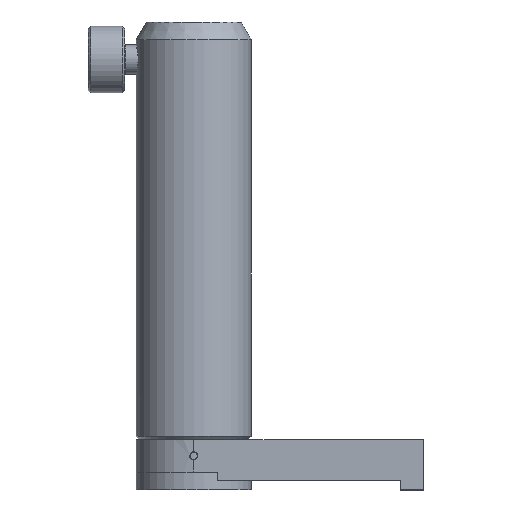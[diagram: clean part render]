
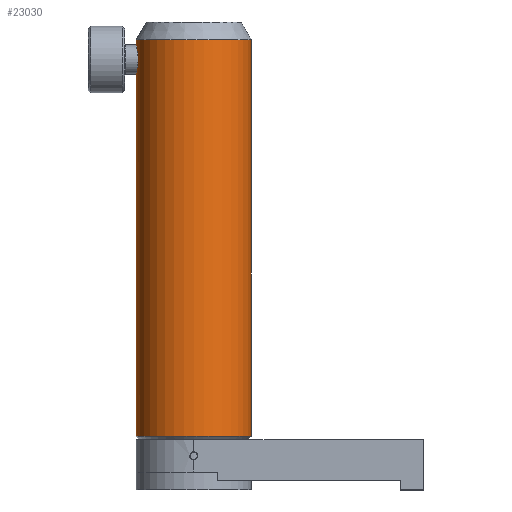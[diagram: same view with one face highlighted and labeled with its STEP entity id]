
A CAD part, top view. The second image highlights one B-rep face of the part: STEP entity #23030.
In plain terms, the highlighted cylindrical face has radius 12.497 mm (diameter 24.994 mm), a partial arc.
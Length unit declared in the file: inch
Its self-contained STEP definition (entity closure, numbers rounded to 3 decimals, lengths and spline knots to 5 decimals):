
#1930 = CARTESIAN_POINT ( 'NONE',  ( -0.96261, 3.687, 0. ) ) ;
#1931 = DIRECTION ( 'NONE',  ( 0., -1., 0. ) ) ;
#1932 = DIRECTION ( 'NONE',  ( 1., 0., 0. ) ) ;
#2607 = B_SPLINE_CURVE_WITH_KNOTS ( 'NONE', 3,
 ( #6950, #6951, #6952, #6953, #6954, #6955, #6956, #6957, #6958, #6959, #6960, #6961, #6962, #6963, #6964, #6965, #6966, #6967, #6968, #6969, #6970, #6971, #6972, #6973, #6974, #6975, #6976, #6977 ),
 .UNSPECIFIED., .F., .F.,
 ( 4, 2, 2, 2, 2, 2, 2, 2, 2, 2, 2, 2, 2, 4 ),
 ( 0.49985, 0.56237, 0.59363, 0.62489, 0.68741, 0.71866, 0.74992, 0.81244, 0.82807, 0.8437, 0.87496, 0.93748, 0.96874, 1. ),
 .UNSPECIFIED. ) ;
#6179 = AXIS2_PLACEMENT_3D ( 'NONE', #1930, #1931, #1932 ) ;
#6950 = CARTESIAN_POINT ( 'NONE',  ( -1.45461, 3.48542, 0. ) ) ;
#6951 = CARTESIAN_POINT ( 'NONE',  ( -1.45461, 3.48543, 0.0164 ) ) ;
#6952 = CARTESIAN_POINT ( 'NONE',  ( -1.45379, 3.48239, 0.03234 ) ) ;
#6953 = CARTESIAN_POINT ( 'NONE',  ( -1.45152, 3.47324, 0.05557 ) ) ;
#6954 = CARTESIAN_POINT ( 'NONE',  ( -1.45064, 3.46961, 0.06274 ) ) ;
#6955 = CARTESIAN_POINT ( 'NONE',  ( -1.44872, 3.4611, 0.0762 ) ) ;
#6956 = CARTESIAN_POINT ( 'NONE',  ( -1.44768, 3.45623, 0.08245 ) ) ;
#6957 = CARTESIAN_POINT ( 'NONE',  ( -1.44453, 3.43978, 0.09977 ) ) ;
#6958 = CARTESIAN_POINT ( 'NONE',  ( -1.44249, 3.42697, 0.10873 ) ) ;
#6959 = CARTESIAN_POINT ( 'NONE',  ( -1.44018, 3.40507, 0.11831 ) ) ;
#6960 = CARTESIAN_POINT ( 'NONE',  ( -1.43956, 3.39754, 0.12076 ) ) ;
#6961 = CARTESIAN_POINT ( 'NONE',  ( -1.43873, 3.38241, 0.12397 ) ) ;
#6962 = CARTESIAN_POINT ( 'NONE',  ( -1.43852, 3.37474, 0.12478 ) ) ;
#6963 = CARTESIAN_POINT ( 'NONE',  ( -1.43852, 3.35144, 0.1248 ) ) ;
#6964 = CARTESIAN_POINT ( 'NONE',  ( -1.43939, 3.33635, 0.12159 ) ) ;
#6965 = CARTESIAN_POINT ( 'NONE',  ( -1.44134, 3.31789, 0.1135 ) ) ;
#6966 = CARTESIAN_POINT ( 'NONE',  ( -1.44175, 3.3144, 0.11177 ) ) ;
#6967 = CARTESIAN_POINT ( 'NONE',  ( -1.44263, 3.30756, 0.10793 ) ) ;
#6968 = CARTESIAN_POINT ( 'NONE',  ( -1.44309, 3.30426, 0.10585 ) ) ;
#6969 = CARTESIAN_POINT ( 'NONE',  ( -1.44454, 3.29467, 0.09913 ) ) ;
#6970 = CARTESIAN_POINT ( 'NONE',  ( -1.44558, 3.28873, 0.094 ) ) ;
#6971 = CARTESIAN_POINT ( 'NONE',  ( -1.44875, 3.27225, 0.07662 ) ) ;
#6972 = CARTESIAN_POINT ( 'NONE',  ( -1.45078, 3.26378, 0.06321 ) ) ;
#6973 = CARTESIAN_POINT ( 'NONE',  ( -1.45303, 3.25468, 0.04012 ) ) ;
#6974 = CARTESIAN_POINT ( 'NONE',  ( -1.45362, 3.25238, 0.03222 ) ) ;
#6975 = CARTESIAN_POINT ( 'NONE',  ( -1.4544, 3.24933, 0.01627 ) ) ;
#6976 = CARTESIAN_POINT ( 'NONE',  ( -1.45461, 3.24857, 0.00819 ) ) ;
#6977 = CARTESIAN_POINT ( 'NONE',  ( -1.45461, 3.24858, 0. ) ) ;
#7013 = CARTESIAN_POINT ( 'NONE',  ( -0.96261, 3.537, 0. ) ) ;
#7014 = DIRECTION ( 'NONE',  ( 0., -1., 0. ) ) ;
#7015 = DIRECTION ( 'NONE',  ( -1., 0., 0. ) ) ;
#7045 = CARTESIAN_POINT ( 'NONE',  ( -0.96261, 0.142, 0. ) ) ;
#7046 = DIRECTION ( 'NONE',  ( 0., 1., 0. ) ) ;
#7047 = DIRECTION ( 'NONE',  ( -1., 0., 0. ) ) ;
#7107 = CARTESIAN_POINT ( 'NONE',  ( -1.45461, 3.687, 0. ) ) ;
#7108 = DIRECTION ( 'NONE',  ( 0., -1., 0. ) ) ;
#7109 = CARTESIAN_POINT ( 'NONE',  ( -1.45461, 3.687, 0. ) ) ;
#7110 = DIRECTION ( 'NONE',  ( 0., -1., 0. ) ) ;
#7111 = CARTESIAN_POINT ( 'NONE',  ( -0.47061, 3.687, 0. ) ) ;
#7112 = DIRECTION ( 'NONE',  ( 0., -1., 0. ) ) ;
#9709 = EDGE_CURVE ( 'NONE', #16197, #16196, #2607, .T. ) ;
#9715 = EDGE_CURVE ( 'NONE', #16132, #16140, #24658, .T. ) ;
#9727 = EDGE_CURVE ( 'NONE', #16149, #16134, #24896, .T. ) ;
#9736 = EDGE_CURVE ( 'NONE', #16140, #16197, #22002, .T. ) ;
#9737 = EDGE_CURVE ( 'NONE', #16196, #16149, #22003, .T. ) ;
#9738 = EDGE_CURVE ( 'NONE', #16132, #16134, #22004, .T. ) ;
#11018 = CARTESIAN_POINT ( 'NONE',  ( -0.47061, 3.537, 0. ) ) ;
#11020 = CARTESIAN_POINT ( 'NONE',  ( -0.47061, 0.142, 0. ) ) ;
#11026 = CARTESIAN_POINT ( 'NONE',  ( -1.45461, 3.537, 0. ) ) ;
#11035 = CARTESIAN_POINT ( 'NONE',  ( -1.45461, 0.142, 0. ) ) ;
#11082 = CARTESIAN_POINT ( 'NONE',  ( -1.45461, 3.24858, 0. ) ) ;
#11083 = CARTESIAN_POINT ( 'NONE',  ( -1.45461, 3.48542, 0. ) ) ;
#16132 = VERTEX_POINT ( 'NONE', #11018 ) ;
#16134 = VERTEX_POINT ( 'NONE', #11020 ) ;
#16140 = VERTEX_POINT ( 'NONE', #11026 ) ;
#16149 = VERTEX_POINT ( 'NONE', #11035 ) ;
#16196 = VERTEX_POINT ( 'NONE', #11082 ) ;
#16197 = VERTEX_POINT ( 'NONE', #11083 ) ;
#18092 = FACE_OUTER_BOUND ( 'NONE', #20883, .T. ) ;
#18095 = CYLINDRICAL_SURFACE ( 'NONE', #6179, 0.492 ) ;
#19828 = ORIENTED_EDGE ( 'NONE', *, *, #9709, .T. ) ;
#19830 = ORIENTED_EDGE ( 'NONE', *, *, #9715, .T. ) ;
#19832 = ORIENTED_EDGE ( 'NONE', *, *, #9736, .T. ) ;
#19835 = ORIENTED_EDGE ( 'NONE', *, *, #9737, .T. ) ;
#19838 = ORIENTED_EDGE ( 'NONE', *, *, #9727, .T. ) ;
#19841 = ORIENTED_EDGE ( 'NONE', *, *, #9738, .F. ) ;
#20883 = EDGE_LOOP ( 'NONE', ( #19830, #19832, #19828, #19835, #19838, #19841 ) ) ;
#22002 = LINE ( 'NONE', #7107, #24870 ) ;
#22003 = LINE ( 'NONE', #7109, #24869 ) ;
#22004 = LINE ( 'NONE', #7111, #24867 ) ;
#23030 = ADVANCED_FACE ( 'NONE', ( #18092 ), #18095, .T. ) ;
#24653 = AXIS2_PLACEMENT_3D ( 'NONE', #7013, #7014, #7015 ) ;
#24658 = CIRCLE ( 'NONE', #24653, 0.492 ) ;
#24867 = VECTOR ( 'NONE', #7112, 39.37008 ) ;
#24869 = VECTOR ( 'NONE', #7110, 39.37008 ) ;
#24870 = VECTOR ( 'NONE', #7108, 39.37008 ) ;
#24891 = AXIS2_PLACEMENT_3D ( 'NONE', #7045, #7046, #7047 ) ;
#24896 = CIRCLE ( 'NONE', #24891, 0.492 ) ;
